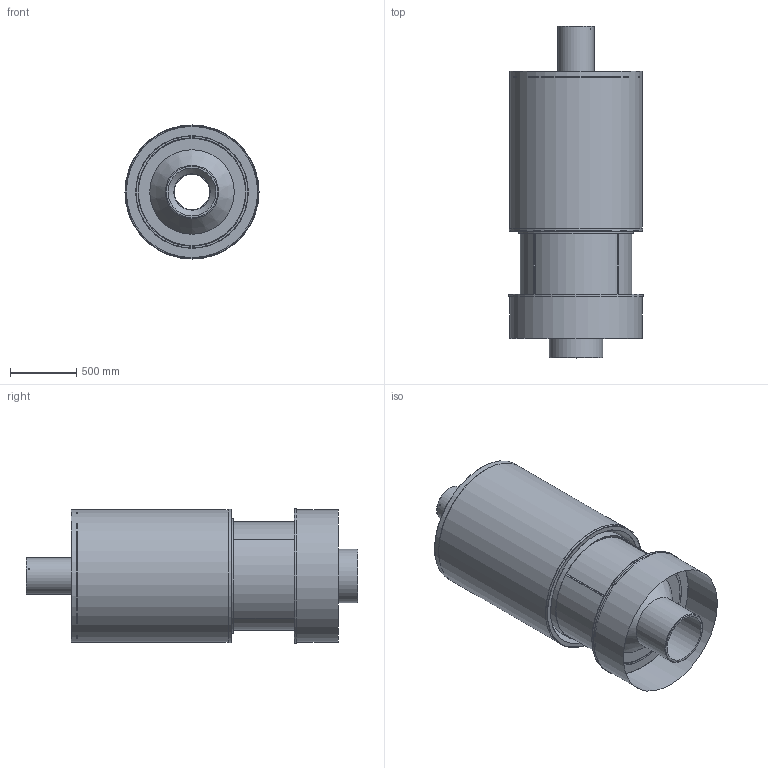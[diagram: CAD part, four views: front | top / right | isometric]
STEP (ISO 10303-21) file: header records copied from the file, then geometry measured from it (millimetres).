
FILE_DESCRIPTION(('STEP AP214'),'1');
FILE_NAME('.stp','2016-12-08T11:04:16',(' '),(' '),'Spatial InterOp 3D',' ',' ');
FILE_SCHEMA(('automotive_design'));
Length unit declared in the file: millimetre
Products named in the file (22): Vitre fixe (Miroir); Vitre coulissante (Miroir); Hotte Irena; Grille haut de hotte; Platine soudée sur conduit; Pièce CB 5292; Conduit tube; Ceinture cone; Anneau ext parti int.; Cone; Retour bas de hotte; Plateau bas; Vitre fixe; Vitre coulissante; Socle Irena; Carapace laquée; Retour socle; Plateau haut; Rail de vitre; Plateau inférieur; Pied
Assembly tree (21 placements, depth 3):
  (unnamed)
    Vitre fixe (Miroir)
    Vitre coulissante (Miroir)
    Hotte Irena
      Grille haut de hotte
      Platine soudée sur conduit
      Pièce CB 5292
      Conduit tube
      Ceinture cone
      Anneau ext parti int.
      Cone
      Retour bas de hotte
      Plateau bas
    Vitre fixe
    Vitre coulissante
    Socle Irena
      Carapace laquée
      Retour socle
      Plateau haut
      Rail de vitre
      Plateau inférieur
      Pied
Bounding box: 1009 x 2497 x 1009 mm (x, y, z)
Volume: 20670560.7 mm3; surface area: 19206844.5 mm2
Topology: 17 solids, 22 shells, 100 faces, 195 edges, 130 vertices
Faces by surface type: cylinder 46, plane 43, torus 6, cone 5
Full cylindrical faces by diameter (mm): 8 x3, 230 x8, 265 x1, 268 x1, 273 x2, 273.4 x1, 304 x1, 364 x1, 400 x1, 635 x1, 806 x1, 810 x1, 844 x2, 848 x1, 854 x1, 859 x1, 936 x1, 987 x1, 996.5 x1, 997 x1, 1000 x2, 1002 x2, 1004 x1, 1006 x1, 1009 x1
Entity records: 4053 total; most frequent: CARTESIAN_POINT 778, DIRECTION 484, ORIENTED_EDGE 270, AXIS2_PLACEMENT_3D 226, EDGE_LOOP 198, EDGE_CURVE 140, FACE_OUTER_BOUND 136, VERTEX_POINT 124
